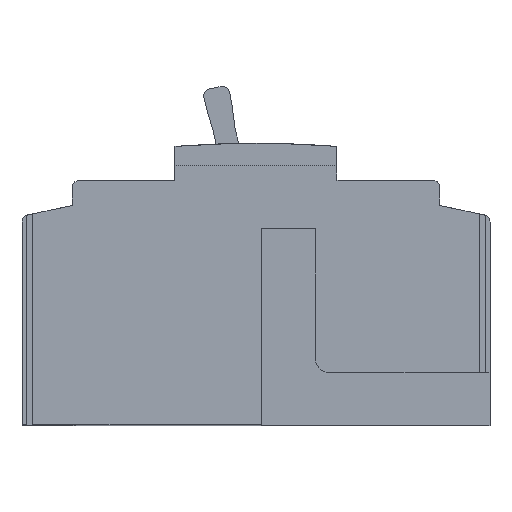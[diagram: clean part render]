
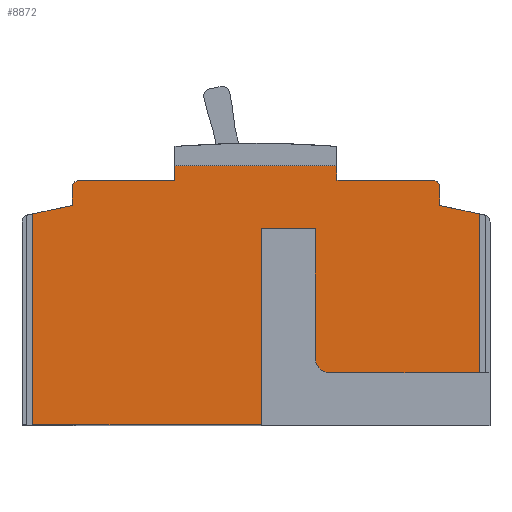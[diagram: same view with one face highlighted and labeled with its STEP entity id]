
A CAD part, top view. The second image highlights one B-rep face of the part: STEP entity #8872.
In plain terms, the highlighted planar face has unit normal (0, 0, 1).
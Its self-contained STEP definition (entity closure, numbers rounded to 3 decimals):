
#35=DIRECTION('',(1.,0.,0.));
#36=VECTOR('',#35,63.5);
#37=CARTESIAN_POINT('',(-62.,0.,37.5));
#38=LINE('',#37,#36);
#2500=DIRECTION('',(0.,1.,0.));
#2501=VECTOR('',#2500,5.);
#2502=CARTESIAN_POINT('',(51.,61.,37.5));
#2503=LINE('',#2502,#2501);
#2532=DIRECTION('',(0.,1.,0.));
#2533=VECTOR('',#2532,58.643);
#2534=CARTESIAN_POINT('',(-62.,0.,37.5));
#2535=LINE('',#2534,#2533);
#2536=DIRECTION('',(-0.978,-0.21,0.));
#2537=VECTOR('',#2536,11.25);
#2538=CARTESIAN_POINT('',(-51.,61.,37.5));
#2539=LINE('',#2538,#2537);
#2540=DIRECTION('',(0.,1.,0.));
#2541=VECTOR('',#2540,5.);
#2542=CARTESIAN_POINT('',(-51.,61.,37.5));
#2543=LINE('',#2542,#2541);
#2544=CARTESIAN_POINT('',(-49.,66.,37.5));
#2545=DIRECTION('',(0.,0.,1.));
#2546=DIRECTION('',(0.,1.,0.));
#2547=AXIS2_PLACEMENT_3D('',#2544,#2545,#2546);
#2549=DIRECTION('',(0.,1.,0.));
#2550=VECTOR('',#2549,4.);
#2551=CARTESIAN_POINT('',(-22.5,68.,37.5));
#2552=LINE('',#2551,#2550);
#2553=CARTESIAN_POINT('',(49.,66.,37.5));
#2554=DIRECTION('',(0.,0.,1.));
#2555=DIRECTION('',(1.,0.,0.));
#2556=AXIS2_PLACEMENT_3D('',#2553,#2554,#2555);
#2558=DIRECTION('',(-0.978,0.21,0.));
#2559=VECTOR('',#2558,11.25);
#2560=CARTESIAN_POINT('',(62.,58.643,37.5));
#2561=LINE('',#2560,#2559);
#2562=DIRECTION('',(0.,1.,0.));
#2563=VECTOR('',#2562,44.143);
#2564=CARTESIAN_POINT('',(62.,14.5,37.5));
#2565=LINE('',#2564,#2563);
#2566=DIRECTION('',(-1.,0.,0.));
#2567=VECTOR('',#2566,41.5);
#2568=CARTESIAN_POINT('',(62.,14.5,37.5));
#2569=LINE('',#2568,#2567);
#2570=CARTESIAN_POINT('',(20.5,18.5,37.5));
#2571=DIRECTION('',(0.,0.,1.));
#2572=DIRECTION('',(-1.,0.,0.));
#2573=AXIS2_PLACEMENT_3D('',#2570,#2571,#2572);
#2575=DIRECTION('',(0.,1.,0.));
#2576=VECTOR('',#2575,36.);
#2577=CARTESIAN_POINT('',(16.5,18.5,37.5));
#2578=LINE('',#2577,#2576);
#2579=DIRECTION('',(-1.,0.,0.));
#2580=VECTOR('',#2579,15.);
#2581=CARTESIAN_POINT('',(16.5,54.5,37.5));
#2582=LINE('',#2581,#2580);
#2583=DIRECTION('',(0.,1.,0.));
#2584=VECTOR('',#2583,54.5);
#2585=CARTESIAN_POINT('',(1.5,0.,37.5));
#2586=LINE('',#2585,#2584);
#3194=DIRECTION('',(1.,0.,0.));
#3195=VECTOR('',#3194,26.5);
#3196=CARTESIAN_POINT('',(-49.,68.,37.5));
#3197=LINE('',#3196,#3195);
#3318=DIRECTION('',(1.,0.,0.));
#3319=VECTOR('',#3318,26.5);
#3320=CARTESIAN_POINT('',(22.5,68.,37.5));
#3321=LINE('',#3320,#3319);
#3366=DIRECTION('',(1.,0.,0.));
#3367=VECTOR('',#3366,45.);
#3368=CARTESIAN_POINT('',(-22.5,72.,37.5));
#3369=LINE('',#3368,#3367);
#3545=DIRECTION('',(0.,1.,0.));
#3546=VECTOR('',#3545,4.);
#3547=CARTESIAN_POINT('',(22.5,68.,37.5));
#3548=LINE('',#3547,#3546);
#4967=CARTESIAN_POINT('',(-22.5,72.,37.5));
#4968=CARTESIAN_POINT('',(22.5,72.,37.5));
#4969=VERTEX_POINT('',#4967);
#4970=VERTEX_POINT('',#4968);
#4971=CARTESIAN_POINT('',(-22.5,68.,37.5));
#4972=VERTEX_POINT('',#4971);
#4973=CARTESIAN_POINT('',(22.5,68.,37.5));
#4974=VERTEX_POINT('',#4973);
#5007=CARTESIAN_POINT('',(51.,66.,37.5));
#5008=CARTESIAN_POINT('',(49.,68.,37.5));
#5009=VERTEX_POINT('',#5007);
#5010=VERTEX_POINT('',#5008);
#5011=CARTESIAN_POINT('',(-49.,68.,37.5));
#5012=CARTESIAN_POINT('',(-51.,66.,37.5));
#5013=VERTEX_POINT('',#5011);
#5014=VERTEX_POINT('',#5012);
#5015=CARTESIAN_POINT('',(-51.,61.,37.5));
#5016=VERTEX_POINT('',#5015);
#5017=CARTESIAN_POINT('',(51.,61.,37.5));
#5018=VERTEX_POINT('',#5017);
#5925=CARTESIAN_POINT('',(-62.,0.,37.5));
#5927=VERTEX_POINT('',#5925);
#6019=CARTESIAN_POINT('',(-62.,58.643,37.5));
#6020=VERTEX_POINT('',#6019);
#6021=CARTESIAN_POINT('',(62.,14.5,37.5));
#6022=CARTESIAN_POINT('',(62.,58.643,37.5));
#6023=VERTEX_POINT('',#6021);
#6024=VERTEX_POINT('',#6022);
#6169=CARTESIAN_POINT('',(1.5,0.,37.5));
#6170=VERTEX_POINT('',#6169);
#6171=CARTESIAN_POINT('',(16.5,18.5,37.5));
#6172=CARTESIAN_POINT('',(20.5,14.5,37.5));
#6173=VERTEX_POINT('',#6171);
#6174=VERTEX_POINT('',#6172);
#6175=CARTESIAN_POINT('',(16.5,54.5,37.5));
#6176=VERTEX_POINT('',#6175);
#6177=CARTESIAN_POINT('',(1.5,54.5,37.5));
#6178=VERTEX_POINT('',#6177);
#8832=CARTESIAN_POINT('',(-65.,0.,37.5));
#8833=DIRECTION('',(0.,0.,1.));
#8834=DIRECTION('',(1.,0.,0.));
#8835=AXIS2_PLACEMENT_3D('',#8832,#8833,#8834);
#8836=PLANE('',#8835);
#8837=ORIENTED_EDGE('',*,*,#6914,.T.);
#8838=ORIENTED_EDGE('',*,*,#6778,.F.);
#8840=ORIENTED_EDGE('',*,*,#8839,.T.);
#8842=ORIENTED_EDGE('',*,*,#8841,.F.);
#8844=ORIENTED_EDGE('',*,*,#8843,.T.);
#8846=ORIENTED_EDGE('',*,*,#8845,.T.);
#8848=ORIENTED_EDGE('',*,*,#8847,.T.);
#8850=ORIENTED_EDGE('',*,*,#8849,.F.);
#8852=ORIENTED_EDGE('',*,*,#8851,.T.);
#8854=ORIENTED_EDGE('',*,*,#8853,.F.);
#8855=ORIENTED_EDGE('',*,*,#8802,.F.);
#8856=ORIENTED_EDGE('',*,*,#8272,.F.);
#8858=ORIENTED_EDGE('',*,*,#8857,.F.);
#8860=ORIENTED_EDGE('',*,*,#8859,.T.);
#8862=ORIENTED_EDGE('',*,*,#8861,.F.);
#8864=ORIENTED_EDGE('',*,*,#8863,.T.);
#8866=ORIENTED_EDGE('',*,*,#8865,.T.);
#8868=ORIENTED_EDGE('',*,*,#8867,.F.);
#8869=ORIENTED_EDGE('',*,*,#6434,.F.);
#8870=EDGE_LOOP('',(#8837,#8838,#8840,#8842,#8844,#8846,#8848,#8850,#8852,#8854,
#8855,#8856,#8858,#8860,#8862,#8864,#8866,#8868,#8869));
#8871=FACE_OUTER_BOUND('',#8870,.F.);
#8872=ADVANCED_FACE('',(#8871),#8836,.T.);
#2548=CIRCLE('',#2547,2.);
#2557=CIRCLE('',#2556,2.);
#2574=CIRCLE('',#2573,4.);
#6434=EDGE_CURVE('',#5927,#6170,#38,.T.);
#6778=EDGE_CURVE('',#5016,#6020,#2539,.T.);
#6914=EDGE_CURVE('',#5927,#6020,#2535,.T.);
#8272=EDGE_CURVE('',#6024,#5018,#2561,.T.);
#8802=EDGE_CURVE('',#5018,#5009,#2503,.T.);
#8839=EDGE_CURVE('',#5016,#5014,#2543,.T.);
#8841=EDGE_CURVE('',#5013,#5014,#2548,.T.);
#8843=EDGE_CURVE('',#5013,#4972,#3197,.T.);
#8845=EDGE_CURVE('',#4972,#4969,#2552,.T.);
#8847=EDGE_CURVE('',#4969,#4970,#3369,.T.);
#8849=EDGE_CURVE('',#4974,#4970,#3548,.T.);
#8851=EDGE_CURVE('',#4974,#5010,#3321,.T.);
#8853=EDGE_CURVE('',#5009,#5010,#2557,.T.);
#8857=EDGE_CURVE('',#6023,#6024,#2565,.T.);
#8859=EDGE_CURVE('',#6023,#6174,#2569,.T.);
#8861=EDGE_CURVE('',#6173,#6174,#2574,.T.);
#8863=EDGE_CURVE('',#6173,#6176,#2578,.T.);
#8865=EDGE_CURVE('',#6176,#6178,#2582,.T.);
#8867=EDGE_CURVE('',#6170,#6178,#2586,.T.);
